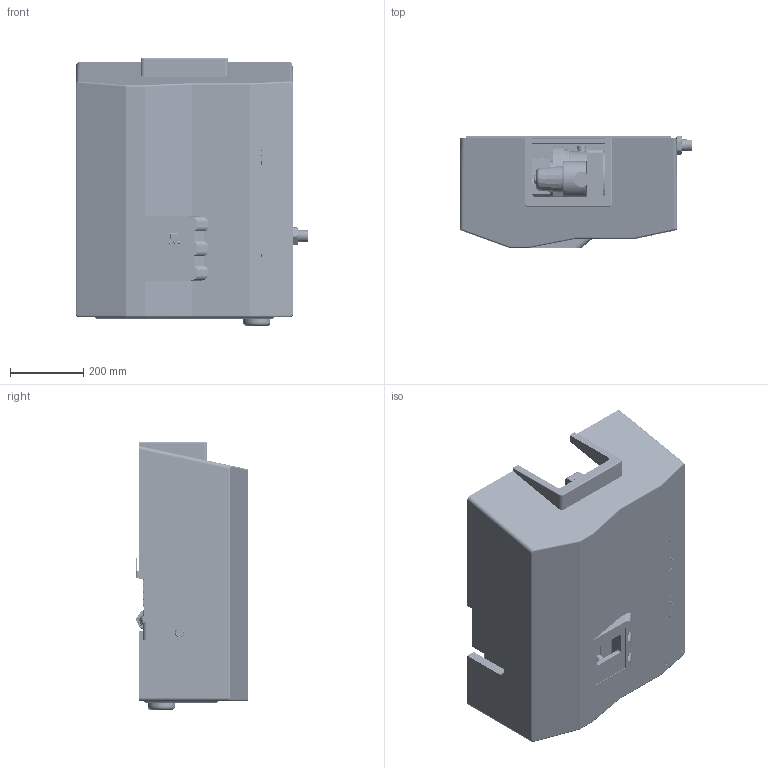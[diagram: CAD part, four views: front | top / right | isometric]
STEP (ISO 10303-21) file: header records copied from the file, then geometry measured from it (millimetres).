
FILE_DESCRIPTION(/* description */ (''),/* implementation_level */ '2;1');
FILE_NAME(/* name */ 'D622724_-RM5.stp',/* time_stamp */ '2022-04-08T11:48:52+02:00',/* author */ ('pw'),/* organization */ (''),/* preprocessor_version */ 'ST-DEVELOPER v17',/* originating_system */ 'Autodesk Inventor 2019',/* authorisation */ '');
FILE_SCHEMA (('AUTOMOTIVE_DESIGN { 1 0 10303 214 3 1 1 }'));
Products named in the file (32): D622724; 812134; D622831_-Konsole; D622833; Verschraubung 1z; Überlauf; 811511-Dichtung; Delta SM für ST5-RM5; 3F2_KT_ESPA-DELTA-1755M; SCHWINGMETALL_M6_L10; Kugelhahn; Kugelhahn_1; Kugelhahnmotor_1; Kugelhahnmotor_2; 810534; 811303; .; ._1; ._2; Winkel- Verschraubung 1z; ._3; 812273; Winkel 1z-AG-AG; Doppelnippel 1z; D620499; D622830; D622829; D617965-0_-Kabelverschraubung; D617967; D622834_-Venti-DN13; D619751-0_-DRUCKSCHALTER; D622855_-Wandhalter
Assembly tree (37 placements, depth 3):
  D622724
    812134
    D622831_-Konsole
    D622833
    Verschraubung 1z
    Überlauf
    811511-Dichtung
    Delta SM für ST5-RM5
      3F2_KT_ESPA-DELTA-1755M
      SCHWINGMETALL_M6_L10  x3
    Kugelhahn
      Kugelhahn_1
      Kugelhahnmotor_1
      Kugelhahnmotor_2
    810534
    811303  x2
    .
    ._1
    ._2
    Winkel- Verschraubung 1z
    ._3
    Winkel 1z-AG-AG  x2
    812273
    Doppelnippel 1z
    D620499
    D622830
      D622829
      D617965-0_-Kabelverschraubung
      D617967  x3
    D622834_-Venti-DN13
    D619751-0_-DRUCKSCHALTER
    D622855_-Wandhalter
Bounding box: 637.4 x 307.78 x 734 mm (x, y, z)
Volume: 32159340.8 mm3; surface area: 4066995.9 mm2
Topology: 50 solids, 493 shells, 4633 faces, 12943 edges, 8947 vertices
Faces by surface type: plane 2072, cylinder 1319, bspline 706, torus 314, cone 157, sphere 65
Full cylindrical faces by diameter (mm): 0.01 x1, 3 x4, 3.5 x2, 3.8 x1, 4 x6, 4.8 x3, 5 x2, 5.2 x8, 6 x3, 6.9 x1, 7 x1, 7.8 x4, 8 x2, 8.8 x2, 9 x2, 10 x6, 11 x3, 12 x2, 15 x3, 17.2 x1, 19.5 x2, 20 x6, 21 x1, 21.6 x1, 23 x3, 24 x3, 24.6 x1, 25 x2, 26 x4, 26.3 x2
Entity records: 214240 total; most frequent: CARTESIAN_POINT 106742, ORIENTED_EDGE 21277, DIRECTION 20378, EDGE_CURVE 11598, VERTEX_POINT 8105, AXIS2_PLACEMENT_3D 7241, LINE 5896, VECTOR 5896
